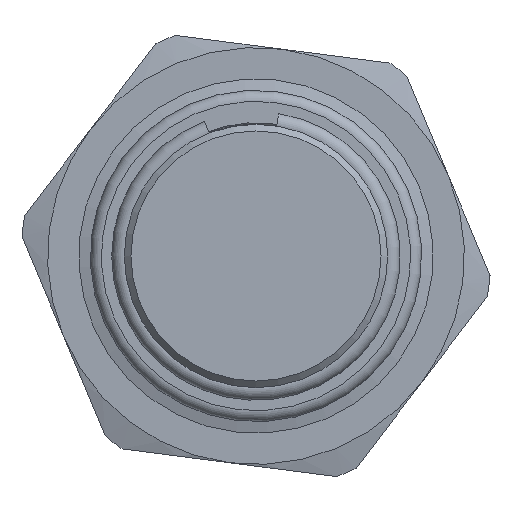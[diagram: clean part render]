
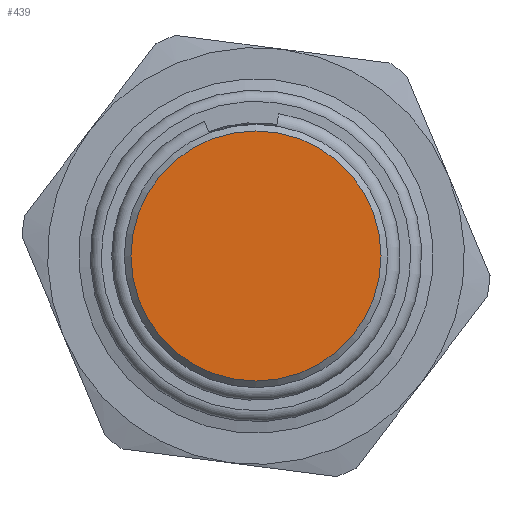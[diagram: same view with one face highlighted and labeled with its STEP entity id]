
A CAD part, left-side view. The second image highlights one B-rep face of the part: STEP entity #439.
In plain terms, the highlighted planar face has unit normal (-1, 0, 0).
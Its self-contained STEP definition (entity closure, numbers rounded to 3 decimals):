
#419=CARTESIAN_POINT('',(0.,5.7,0.0));
#420=VERTEX_POINT('',#419);
#421=CARTESIAN_POINT('',(0.0,0.0,0.0));
#422=DIRECTION('',(1.0,0.0,0.0));
#423=DIRECTION('',(0.0,1.0,0.0));
#424=AXIS2_PLACEMENT_3D('',#421,#422,#423);
#425=CIRCLE('',#424,5.7);
#426=EDGE_CURVE('',#420,#420,#425,.T.);
#431=CARTESIAN_POINT('',(0.,5.35,0.0));
#432=DIRECTION('',(-1.0,0.0,0.0));
#433=DIRECTION('',(0.0,0.0,1.0));
#434=AXIS2_PLACEMENT_3D('',#431,#432,#433);
#435=PLANE('',#434);
#436=ORIENTED_EDGE('',*,*,#426,.F.);
#437=EDGE_LOOP('',(#436));
#438=FACE_OUTER_BOUND('',#437,.T.);
#439=ADVANCED_FACE('',(#438),#435,.T.);
